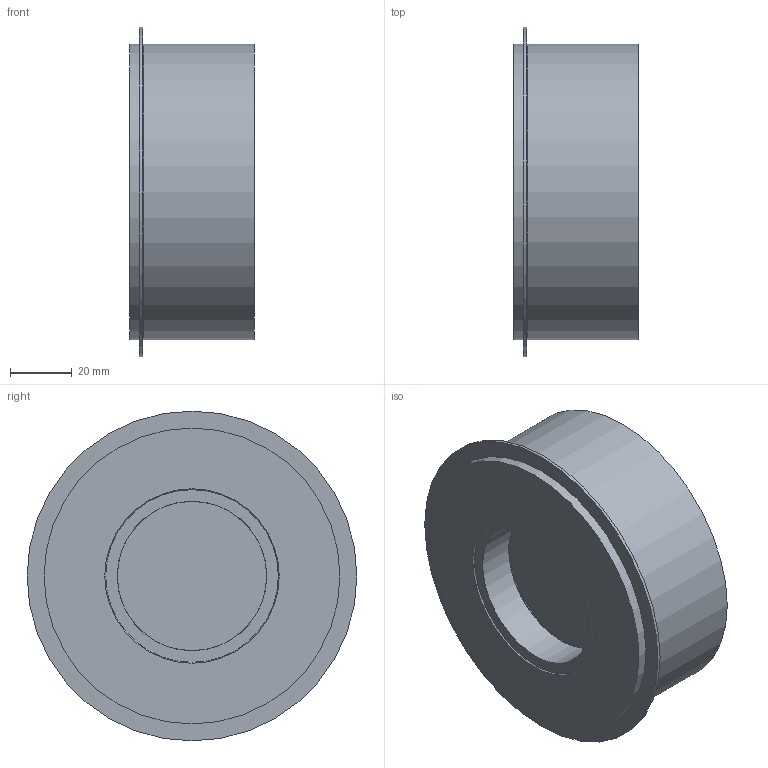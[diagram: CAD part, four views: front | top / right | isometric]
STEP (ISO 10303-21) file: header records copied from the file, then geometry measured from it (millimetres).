
FILE_DESCRIPTION((''),'2;1');
FILE_NAME('98200018.stp','2008-04-07T11:51:19',('frese'),(''),'Autodesk Inventor 2008','Autodesk Inventor 2008','');
FILE_SCHEMA(('AUTOMOTIVE_DESIGN { 1 0 10303 214 1 1 1 1 }'));
Length unit declared in the file: millimetre
Products named in the file (1): 98200018
Bounding box: 40.5 x 107 x 107 mm (x, y, z)
Volume: 183400.8 mm3; surface area: 42996.9 mm2
Topology: 1 solids, 1 shells, 76 faces, 187 edges, 123 vertices
Faces by surface type: plane 49, cylinder 22, cone 4, bspline 1
Full cylindrical faces by diameter (mm): 4.9 x3, 5.3 x3, 48.5 x1, 56.2 x1, 68.5 x1, 94.5 x1, 96 x2, 107 x1
Entity records: 2270 total; most frequent: CARTESIAN_POINT 398, DIRECTION 390, ORIENTED_EDGE 322, EDGE_CURVE 161, AXIS2_PLACEMENT_3D 153, VERTEX_POINT 116, EDGE_LOOP 111, VECTOR 84
